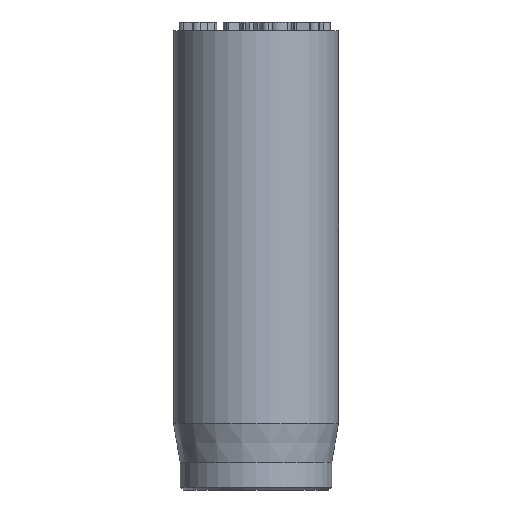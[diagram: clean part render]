
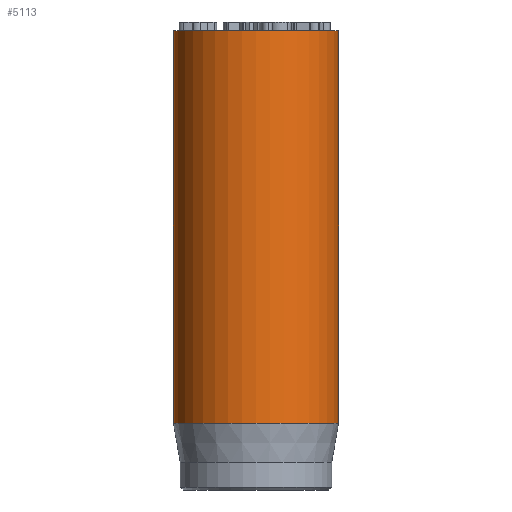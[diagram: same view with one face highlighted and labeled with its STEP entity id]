
A CAD part, front view. The second image highlights one B-rep face of the part: STEP entity #5113.
In plain terms, the highlighted cylindrical face has radius 3 mm (diameter 6 mm), a full revolution.
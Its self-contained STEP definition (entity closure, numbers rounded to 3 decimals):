
#36=CYLINDRICAL_SURFACE('',#5314,3.);
#48=CIRCLE('',#5280,3.);
#64=CIRCLE('',#5312,3.);
#65=CIRCLE('',#5313,3.);
#403=FACE_OUTER_BOUND('',#710,.T.);
#710=EDGE_LOOP('',(#4394,#4395,#4396,#4397,#4398));
#1040=LINE('',#9651,#1388);
#1388=VECTOR('',#5785,3.);
#2264=VERTEX_POINT('',#9589);
#2280=VERTEX_POINT('',#9645);
#2281=VERTEX_POINT('',#9646);
#2977=EDGE_CURVE('',#2264,#2264,#48,.T.);
#3001=EDGE_CURVE('',#2280,#2281,#64,.T.);
#3002=EDGE_CURVE('',#2281,#2280,#65,.T.);
#3004=EDGE_CURVE('',#2264,#2280,#1040,.T.);
#4394=ORIENTED_EDGE('',*,*,#2977,.T.);
#4395=ORIENTED_EDGE('',*,*,#3004,.T.);
#4396=ORIENTED_EDGE('',*,*,#3001,.T.);
#4397=ORIENTED_EDGE('',*,*,#3002,.T.);
#4398=ORIENTED_EDGE('',*,*,#3004,.F.);
#5113=ADVANCED_FACE('',(#403),#36,.T.);
#5280=AXIS2_PLACEMENT_3D('',#9590,#5706,#5707);
#5312=AXIS2_PLACEMENT_3D('',#9647,#5778,#5779);
#5313=AXIS2_PLACEMENT_3D('',#9648,#5780,#5781);
#5314=AXIS2_PLACEMENT_3D('',#9650,#5783,#5784);
#5706=DIRECTION('center_axis',(0.,0.,-1.));
#5707=DIRECTION('ref_axis',(-1.,0.,0.));
#5778=DIRECTION('center_axis',(0.,0.,1.));
#5779=DIRECTION('ref_axis',(-1.,0.,0.));
#5780=DIRECTION('center_axis',(0.,0.,1.));
#5781=DIRECTION('ref_axis',(-1.,0.,0.));
#5783=DIRECTION('center_axis',(0.,0.,1.));
#5784=DIRECTION('ref_axis',(-1.,0.,0.));
#5785=DIRECTION('',(0.,0.,-1.));
#9589=CARTESIAN_POINT('',(3.,0.,16.7));
#9590=CARTESIAN_POINT('Origin',(0.,0.,16.7));
#9645=CARTESIAN_POINT('',(3.,0.,2.418));
#9646=CARTESIAN_POINT('',(-3.,0.,2.418));
#9647=CARTESIAN_POINT('Origin',(0.,0.,2.418));
#9648=CARTESIAN_POINT('Origin',(0.,0.,2.418));
#9650=CARTESIAN_POINT('Origin',(0.,0.,0.));
#9651=CARTESIAN_POINT('',(3.,0.,0.));
